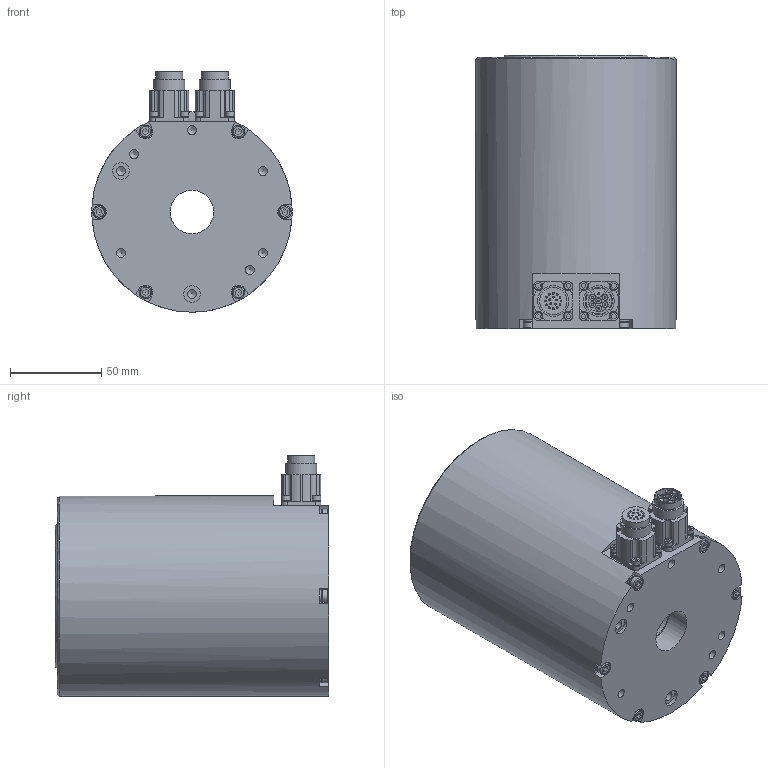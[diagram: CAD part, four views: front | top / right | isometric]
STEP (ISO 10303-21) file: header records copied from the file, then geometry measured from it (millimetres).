
FILE_DESCRIPTION (( 'STEP AP203' ), '1' );
FILE_NAME ('DMS07G.STEP', '2019-09-02T06:41:30', ( '' ), ( '' ), 'SwSTEP 2.0', 'SolidWorks 2015', '' );
FILE_SCHEMA (( 'CONFIG_CONTROL_DESIGN' ));
Length unit declared in the file: millimetre
Products named in the file (1): DMS07G
Bounding box: 109.98 x 150 x 132 mm (x, y, z)
Volume: 1355993.5 mm3; surface area: 97983.9 mm2
Topology: 1 solids, 7 shells, 651 faces, 1548 edges, 1036 vertices
Faces by surface type: plane 366, cylinder 212, cone 55, bspline 18
Full cylindrical faces by diameter (mm): 0.5 x17, 1 x24, 1.5 x2, 2.05 x3, 2.5 x10, 2.7 x8, 3.2 x6, 4.2 x6, 4.5 x8, 5 x10, 6.9 x6, 7 x18, 7.95 x6, 8 x6, 9 x4, 14.1 x1, 15 x2, 17 x2, 24 x2, 24.2 x1, 80 x1, 81 x1, 110 x1
Entity records: 17464 total; most frequent: CARTESIAN_POINT 3937, DIRECTION 2775, ORIENTED_EDGE 2408, EDGE_CURVE 1204, AXIS2_PLACEMENT_3D 1097, EDGE_LOOP 1011, VERTEX_POINT 909, FACE_OUTER_BOUND 814
